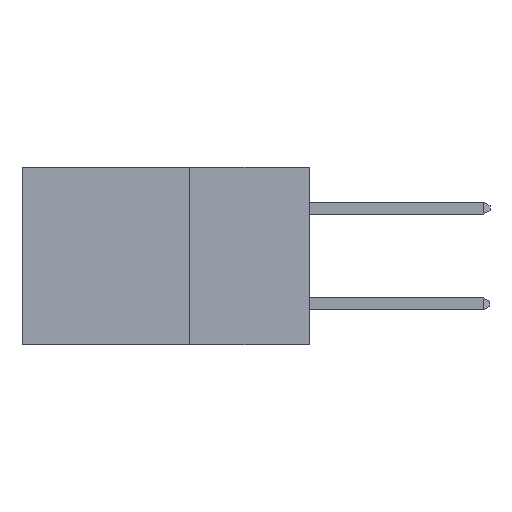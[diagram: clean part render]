
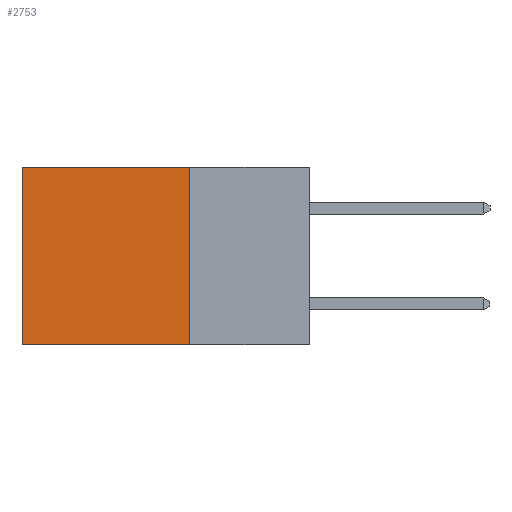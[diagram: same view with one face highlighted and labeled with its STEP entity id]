
A CAD part, left-side view. The second image highlights one B-rep face of the part: STEP entity #2753.
In plain terms, the highlighted planar face has unit normal (-1, 0, 0).
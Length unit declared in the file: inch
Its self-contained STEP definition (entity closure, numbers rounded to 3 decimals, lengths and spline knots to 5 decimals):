
#39 = CARTESIAN_POINT ( 'NONE',  ( 0.2875, 0.25, 0. ) ) ;
#183 = AXIS2_PLACEMENT_3D ( 'NONE', #11068, #9858, #6793 ) ;
#692 = FACE_OUTER_BOUND ( 'NONE', #5976, .T. ) ;
#968 = VECTOR ( 'NONE', #4904, 39.37008 ) ;
#1407 = CARTESIAN_POINT ( 'NONE',  ( 0.2875, 0.25, -0.37 ) ) ;
#1700 = VECTOR ( 'NONE', #7788, 39.37008 ) ;
#2195 = EDGE_CURVE ( 'NONE', #3546, #6997, #12638, .T. ) ;
#2196 = VECTOR ( 'NONE', #9734, 39.37008 ) ;
#2713 = PLANE ( 'NONE',  #183 ) ;
#2734 = EDGE_CURVE ( 'NONE', #6782, #6997, #10055, .T. ) ;
#2753 = ADVANCED_FACE ( 'NONE', ( #692 ), #2713, .F. ) ;
#3027 = CARTESIAN_POINT ( 'NONE',  ( 0.2875, 0.6, -0.37 ) ) ;
#3546 = VERTEX_POINT ( 'NONE', #5933 ) ;
#3914 = CARTESIAN_POINT ( 'NONE',  ( 0.2875, 0.25, 0. ) ) ;
#4611 = ORIENTED_EDGE ( 'NONE', *, *, #2195, .T. ) ;
#4904 = DIRECTION ( 'NONE',  ( 0., 1., 0. ) ) ;
#5806 = VECTOR ( 'NONE', #12785, 39.37008 ) ;
#5933 = CARTESIAN_POINT ( 'NONE',  ( 0.2875, 0.6, 0. ) ) ;
#5976 = EDGE_LOOP ( 'NONE', ( #4611, #10519, #8077, #7881 ) ) ;
#6501 = EDGE_CURVE ( 'NONE', #8857, #3546, #6967, .T. ) ;
#6782 = VERTEX_POINT ( 'NONE', #1407 ) ;
#6793 = DIRECTION ( 'NONE',  ( 0., 0., -1. ) ) ;
#6967 = LINE ( 'NONE', #3914, #968 ) ;
#6997 = VERTEX_POINT ( 'NONE', #3027 ) ;
#7477 = CARTESIAN_POINT ( 'NONE',  ( 0.2875, 0.25, 0. ) ) ;
#7735 = CARTESIAN_POINT ( 'NONE',  ( 0.2875, 0.6, 0. ) ) ;
#7788 = DIRECTION ( 'NONE',  ( 0., 1., 0. ) ) ;
#7881 = ORIENTED_EDGE ( 'NONE', *, *, #6501, .T. ) ;
#8077 = ORIENTED_EDGE ( 'NONE', *, *, #8512, .F. ) ;
#8512 = EDGE_CURVE ( 'NONE', #8857, #6782, #10626, .T. ) ;
#8857 = VERTEX_POINT ( 'NONE', #39 ) ;
#9734 = DIRECTION ( 'NONE',  ( 0., 0., -1. ) ) ;
#9858 = DIRECTION ( 'NONE',  ( 1., 0., 0. ) ) ;
#9918 = CARTESIAN_POINT ( 'NONE',  ( 0.2875, 0.25, -0.37 ) ) ;
#10055 = LINE ( 'NONE', #9918, #1700 ) ;
#10519 = ORIENTED_EDGE ( 'NONE', *, *, #2734, .F. ) ;
#10626 = LINE ( 'NONE', #7477, #5806 ) ;
#11068 = CARTESIAN_POINT ( 'NONE',  ( 0.2875, 0.25, 0. ) ) ;
#12638 = LINE ( 'NONE', #7735, #2196 ) ;
#12785 = DIRECTION ( 'NONE',  ( 0., 0., -1. ) ) ;
